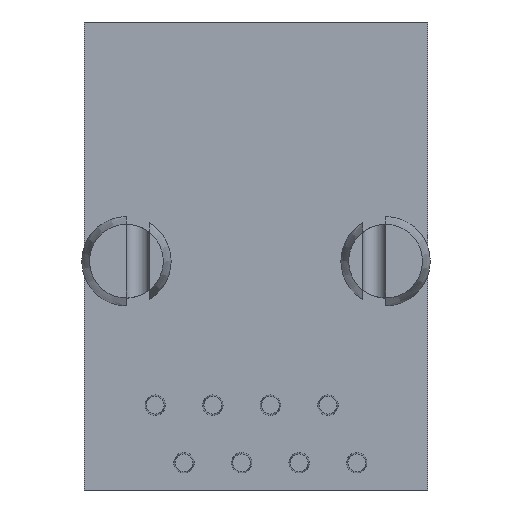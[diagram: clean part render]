
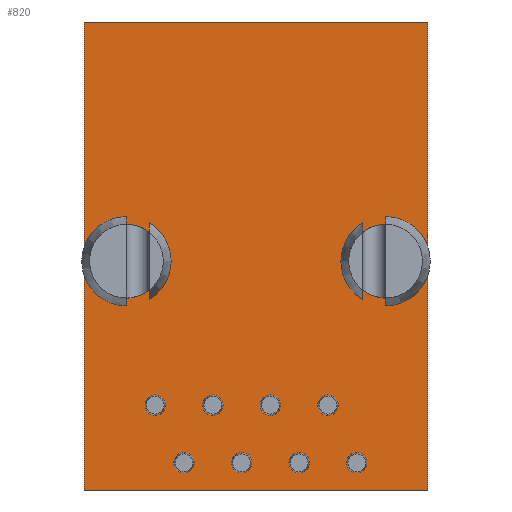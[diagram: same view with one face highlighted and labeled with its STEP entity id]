
A CAD part, front view. The second image highlights one B-rep face of the part: STEP entity #820.
In plain terms, the highlighted planar face has unit normal (0, -1, 0).
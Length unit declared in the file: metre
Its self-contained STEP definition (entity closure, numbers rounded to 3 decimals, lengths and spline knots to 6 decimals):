
#35=LINE('',#1420,#99);
#36=LINE('',#1423,#100);
#37=LINE('',#1425,#101);
#38=LINE('',#1427,#102);
#99=VECTOR('',#1140,1.);
#100=VECTOR('',#1141,1.);
#101=VECTOR('',#1142,1.);
#102=VECTOR('',#1143,1.);
#228=ORIENTED_EDGE('',*,*,#425,.T.);
#229=ORIENTED_EDGE('',*,*,#426,.T.);
#230=ORIENTED_EDGE('',*,*,#427,.T.);
#231=ORIENTED_EDGE('',*,*,#428,.F.);
#232=ORIENTED_EDGE('',*,*,#429,.F.);
#233=ORIENTED_EDGE('',*,*,#430,.T.);
#234=ORIENTED_EDGE('',*,*,#420,.F.);
#235=ORIENTED_EDGE('',*,*,#431,.F.);
#420=EDGE_CURVE('',#524,#525,#595,.T.);
#425=EDGE_CURVE('',#528,#529,#596,.T.);
#426=EDGE_CURVE('',#529,#528,#597,.T.);
#427=EDGE_CURVE('',#530,#531,#35,.T.);
#428=EDGE_CURVE('',#532,#531,#36,.T.);
#429=EDGE_CURVE('',#533,#532,#37,.T.);
#430=EDGE_CURVE('',#533,#530,#38,.T.);
#431=EDGE_CURVE('',#525,#524,#598,.T.);
#524=VERTEX_POINT('',#1396);
#525=VERTEX_POINT('',#1398);
#528=VERTEX_POINT('',#1417);
#529=VERTEX_POINT('',#1418);
#530=VERTEX_POINT('',#1421);
#531=VERTEX_POINT('',#1422);
#532=VERTEX_POINT('',#1424);
#533=VERTEX_POINT('',#1426);
#595=CIRCLE('',#994,0.001625);
#596=CIRCLE('',#997,0.001625);
#597=CIRCLE('',#998,0.001625);
#598=CIRCLE('',#999,0.001625);
#636=EDGE_LOOP('',(#228,#229));
#637=EDGE_LOOP('',(#230,#231,#232,#233));
#638=EDGE_LOOP('',(#234,#235));
#708=FACE_BOUND('',#636,.T.);
#709=FACE_BOUND('',#637,.T.);
#710=FACE_BOUND('',#638,.T.);
#771=PLANE('',#996);
#820=ADVANCED_FACE('',(#708,#709,#710),#771,.T.);
#994=AXIS2_PLACEMENT_3D('',#1397,#1129,#1130);
#996=AXIS2_PLACEMENT_3D('',#1415,#1134,#1135);
#997=AXIS2_PLACEMENT_3D('',#1416,#1136,#1137);
#998=AXIS2_PLACEMENT_3D('',#1419,#1138,#1139);
#999=AXIS2_PLACEMENT_3D('',#1428,#1144,#1145);
#1129=DIRECTION('',(0.,-1.,0.));
#1130=DIRECTION('',(1.,0.,0.));
#1134=DIRECTION('',(0.,-1.,0.));
#1135=DIRECTION('',(1.,0.,0.));
#1136=DIRECTION('',(0.,1.,0.));
#1137=DIRECTION('',(-1.,0.,0.));
#1138=DIRECTION('',(0.,1.,0.));
#1139=DIRECTION('',(-1.,0.,0.));
#1140=DIRECTION('',(0.,0.,1.));
#1141=DIRECTION('',(1.,0.,0.));
#1142=DIRECTION('',(0.,0.,1.));
#1143=DIRECTION('',(1.,0.,0.));
#1144=DIRECTION('',(0.,-1.,0.));
#1145=DIRECTION('',(1.,0.,0.));
#1396=CARTESIAN_POINT('',(0.01279,0.,0.011636));
#1397=CARTESIAN_POINT('',(0.01329,0.,0.01009));
#1398=CARTESIAN_POINT('',(0.01279,0.,0.008544));
#1415=CARTESIAN_POINT('',(0.007575,0.,0.01032));
#1416=CARTESIAN_POINT('',(0.00186,0.,0.01009));
#1417=CARTESIAN_POINT('',(0.00236,0.,0.008544));
#1418=CARTESIAN_POINT('',(0.00236,0.,0.011636));
#1419=CARTESIAN_POINT('',(0.00186,0.,0.01009));
#1420=CARTESIAN_POINT('',(0.01515,0.,0.01032));
#1421=CARTESIAN_POINT('',(0.01515,0.,0.));
#1422=CARTESIAN_POINT('',(0.01515,0.,0.02064));
#1423=CARTESIAN_POINT('',(0.007575,0.,0.02064));
#1424=CARTESIAN_POINT('',(0.,0.,0.02064));
#1425=CARTESIAN_POINT('',(0.,0.,0.01032));
#1426=CARTESIAN_POINT('',(0.,0.,0.));
#1427=CARTESIAN_POINT('',(0.007575,0.,0.));
#1428=CARTESIAN_POINT('',(0.01329,0.,0.01009));
